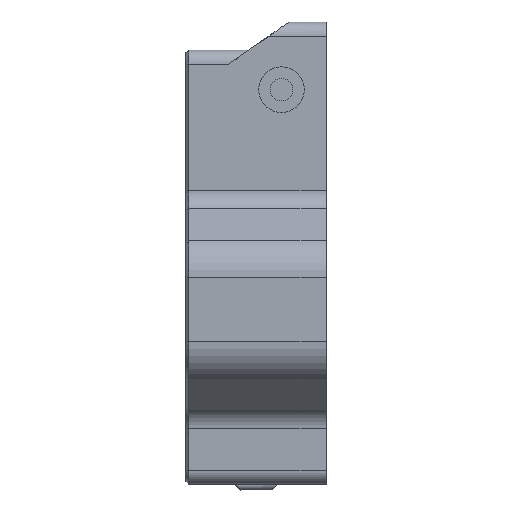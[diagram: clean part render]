
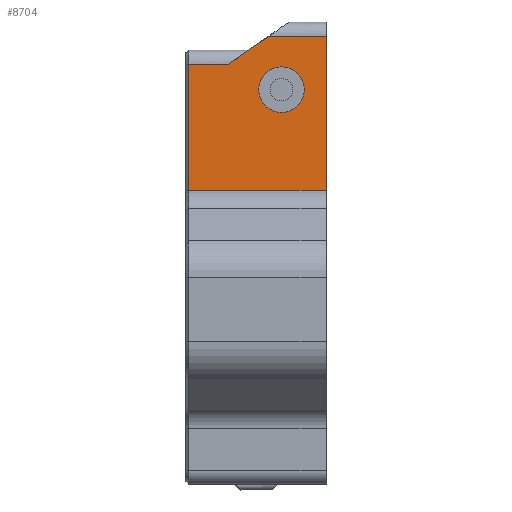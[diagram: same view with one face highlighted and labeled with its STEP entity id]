
A CAD part, front view. The second image highlights one B-rep face of the part: STEP entity #8704.
In plain terms, the highlighted planar face has unit normal (0, -1, 0).
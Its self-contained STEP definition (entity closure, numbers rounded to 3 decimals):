
#127=FACE_BOUND('',#1088,.T.);
#247=PLANE('',#9384);
#594=FACE_OUTER_BOUND('',#1087,.T.);
#1087=EDGE_LOOP('',(#6905,#6906,#6907,#6908,#6909,#6910));
#1088=EDGE_LOOP('',(#6911));
#1807=LINE('',#13325,#2655);
#1851=LINE('',#13530,#2699);
#1890=LINE('',#13693,#2738);
#1892=LINE('',#13698,#2740);
#1893=LINE('',#13700,#2741);
#1894=LINE('',#13701,#2742);
#2655=VECTOR('',#10677,10.);
#2699=VECTOR('',#10807,10.);
#2738=VECTOR('',#10954,10.);
#2740=VECTOR('',#10960,10.);
#2741=VECTOR('',#10961,10.);
#2742=VECTOR('',#10962,10.);
#3342=CIRCLE('',#9260,3.25);
#3850=VERTEX_POINT('',#13166);
#3875=VERTEX_POINT('',#13322);
#3876=VERTEX_POINT('',#13324);
#3913=VERTEX_POINT('',#13524);
#3914=VERTEX_POINT('',#13528);
#3944=VERTEX_POINT('',#13692);
#3946=VERTEX_POINT('',#13699);
#4846=EDGE_CURVE('',#3850,#3850,#3342,.T.);
#4891=EDGE_CURVE('',#3875,#3876,#1807,.T.);
#4957=EDGE_CURVE('',#3913,#3914,#1851,.T.);
#5021=EDGE_CURVE('',#3914,#3944,#1890,.T.);
#5024=EDGE_CURVE('',#3913,#3876,#1892,.T.);
#5025=EDGE_CURVE('',#3946,#3875,#1893,.T.);
#5026=EDGE_CURVE('',#3944,#3946,#1894,.T.);
#6905=ORIENTED_EDGE('',*,*,#4957,.F.);
#6906=ORIENTED_EDGE('',*,*,#5024,.T.);
#6907=ORIENTED_EDGE('',*,*,#4891,.F.);
#6908=ORIENTED_EDGE('',*,*,#5025,.F.);
#6909=ORIENTED_EDGE('',*,*,#5026,.F.);
#6910=ORIENTED_EDGE('',*,*,#5021,.F.);
#6911=ORIENTED_EDGE('',*,*,#4846,.T.);
#8704=ADVANCED_FACE('',(#594,#127),#247,.F.);
#9260=AXIS2_PLACEMENT_3D('',#13167,#10605,#10606);
#9384=AXIS2_PLACEMENT_3D('',#13697,#10958,#10959);
#10605=DIRECTION('center_axis',(0.,1.,0.));
#10606=DIRECTION('ref_axis',(-1.,0.,0.));
#10677=DIRECTION('',(0.,0.,-1.));
#10807=DIRECTION('',(0.,0.,1.));
#10954=DIRECTION('',(1.,0.,0.));
#10958=DIRECTION('center_axis',(0.,1.,0.));
#10959=DIRECTION('ref_axis',(0.,0.,
1.));
#10960=DIRECTION('',(1.,0.,0.));
#10961=DIRECTION('',(1.,0.,0.));
#10962=DIRECTION('',(0.819,0.,0.574));
#13166=CARTESIAN_POINT('',(407.166,37.,114.446));
#13167=CARTESIAN_POINT('Origin',(403.916,37.,114.446));
#13322=CARTESIAN_POINT('',(410.28,37.,122.096));
#13324=CARTESIAN_POINT('',(410.28,37.,100.083));
#13325=CARTESIAN_POINT('',(410.28,37.,100.208));
#13524=CARTESIAN_POINT('',(390.68,37.,100.083));
#13528=CARTESIAN_POINT('',(390.68,37.,118.096));
#13530=CARTESIAN_POINT('',(390.68,37.,95.59));
#13692=CARTESIAN_POINT('',(396.424,37.,118.096));
#13693=CARTESIAN_POINT('',(394.78,37.,118.096));
#13697=CARTESIAN_POINT('Origin',(390.28,37.,100.083));
#13698=CARTESIAN_POINT('',(390.28,37.,100.083));
#13699=CARTESIAN_POINT('',(402.136,37.,122.096));
#13700=CARTESIAN_POINT('',(400.28,37.,122.096));
#13701=CARTESIAN_POINT('',(396.585,37.,118.209));
